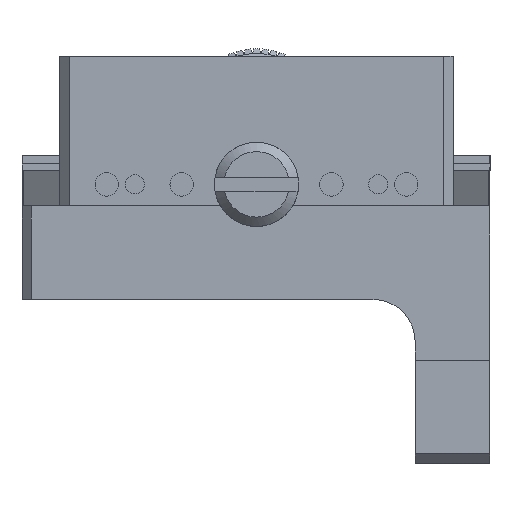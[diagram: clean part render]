
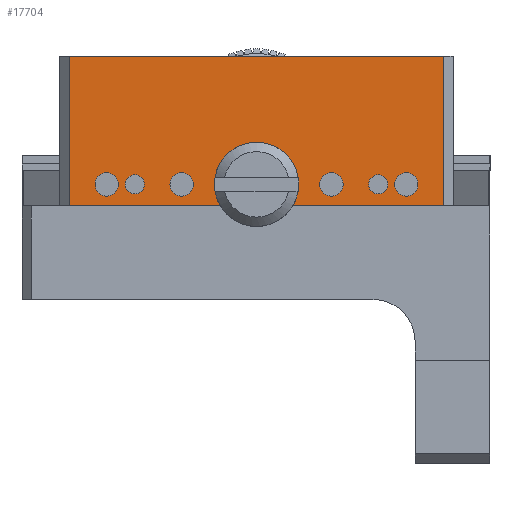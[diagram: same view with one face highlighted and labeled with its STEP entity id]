
A CAD part, left-side view. The second image highlights one B-rep face of the part: STEP entity #17704.
In plain terms, the highlighted planar face has unit normal (-1, 0, 0).
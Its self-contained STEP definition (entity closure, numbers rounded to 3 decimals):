
#491 = EDGE_CURVE ( 'NONE', #107017, #107017, #102331, .T. ) ;
#575 = VERTEX_POINT ( 'NONE', #36909 ) ;
#1781 = PLANE ( 'NONE',  #110428 ) ;
#4170 = CARTESIAN_POINT ( 'NONE',  ( 51.211, 59.578, 89.457 ) ) ;
#4982 = DIRECTION ( 'NONE',  ( 0., 0., 1. ) ) ;
#5173 = EDGE_CURVE ( 'NONE', #16387, #16387, #56174, .T. ) ;
#5344 = CIRCLE ( 'NONE', #67064, 1.025 ) ;
#6130 = CARTESIAN_POINT ( 'NONE',  ( 51.211, 30.578, 75.757 ) ) ;
#9446 = EDGE_CURVE ( 'NONE', #36733, #13944, #43583, .T. ) ;
#10300 = CARTESIAN_POINT ( 'NONE',  ( 51.211, 38.578, 77.007 ) ) ;
#12030 = FACE_BOUND ( 'NONE', #64302, .T. ) ;
#12625 = FACE_BOUND ( 'NONE', #85377, .T. ) ;
#13944 = VERTEX_POINT ( 'NONE', #26043 ) ;
#15831 = CARTESIAN_POINT ( 'NONE',  ( 51.211, 58.578, 89.457 ) ) ;
#16387 = VERTEX_POINT ( 'NONE', #53225 ) ;
#16779 = EDGE_LOOP ( 'NONE', ( #32928 ) ) ;
#17125 = VERTEX_POINT ( 'NONE', #23626 ) ;
#17704 = ADVANCED_FACE ( 'NONE', ( #103864, #67602, #20491, #58542, #12030, #50072, #12625, #47672 ), #1781, .F. ) ;
#18396 = EDGE_LOOP ( 'NONE', ( #55843 ) ) ;
#18831 = DIRECTION ( 'NONE',  ( 0., 0., 1. ) ) ;
#20058 = CARTESIAN_POINT ( 'NONE',  ( 51.211, 59.578, 73.457 ) ) ;
#20491 = FACE_BOUND ( 'NONE', #69776, .T. ) ;
#20899 = DIRECTION ( 'NONE',  ( 0., 0., 1. ) ) ;
#21493 = ORIENTED_EDGE ( 'NONE', *, *, #76224, .T. ) ;
#22131 = EDGE_CURVE ( 'NONE', #99756, #99756, #35398, .T. ) ;
#22333 = CARTESIAN_POINT ( 'NONE',  ( 51.211, 22.578, 77.007 ) ) ;
#22538 = AXIS2_PLACEMENT_3D ( 'NONE', #23306, #87347, #51084 ) ;
#23306 = CARTESIAN_POINT ( 'NONE',  ( 51.211, 54.578, 75.757 ) ) ;
#23626 = CARTESIAN_POINT ( 'NONE',  ( 51.211, 58.578, 89.457 ) ) ;
#24238 = DIRECTION ( 'NONE',  ( 0., 0., 1. ) ) ;
#24253 = DIRECTION ( 'NONE',  ( -1., 0., 0. ) ) ;
#24359 = ORIENTED_EDGE ( 'NONE', *, *, #59286, .F. ) ;
#26043 = CARTESIAN_POINT ( 'NONE',  ( 51.211, 18.578, 73.457 ) ) ;
#26380 = VECTOR ( 'NONE', #4982, 1000. ) ;
#29015 = VERTEX_POINT ( 'NONE', #10300 ) ;
#29027 = AXIS2_PLACEMENT_3D ( 'NONE', #107005, #24253, #61080 ) ;
#29605 = CARTESIAN_POINT ( 'NONE',  ( 51.211, 25.578, 76.782 ) ) ;
#30918 = LINE ( 'NONE', #20058, #39747 ) ;
#32357 = DIRECTION ( 'NONE',  ( -1., 0., 0. ) ) ;
#32928 = ORIENTED_EDGE ( 'NONE', *, *, #5173, .F. ) ;
#33270 = ORIENTED_EDGE ( 'NONE', *, *, #63992, .F. ) ;
#34096 = CIRCLE ( 'NONE', #22538, 1.25 ) ;
#35398 = CIRCLE ( 'NONE', #73971, 1.025 ) ;
#36733 = VERTEX_POINT ( 'NONE', #48104 ) ;
#36909 = CARTESIAN_POINT ( 'NONE',  ( 51.211, 58.578, 73.457 ) ) ;
#39747 = VECTOR ( 'NONE', #111295, 1000. ) ;
#40971 = CARTESIAN_POINT ( 'NONE',  ( 51.211, 38.578, 75.757 ) ) ;
#41883 = CIRCLE ( 'NONE', #78557, 1.25 ) ;
#43583 = LINE ( 'NONE', #97985, #71564 ) ;
#44187 = CARTESIAN_POINT ( 'NONE',  ( 51.211, 51.578, 76.782 ) ) ;
#47672 = FACE_BOUND ( 'NONE', #93769, .T. ) ;
#48104 = CARTESIAN_POINT ( 'NONE',  ( 51.211, 18.578, 89.457 ) ) ;
#50072 = FACE_BOUND ( 'NONE', #50804, .T. ) ;
#50804 = EDGE_LOOP ( 'NONE', ( #80241 ) ) ;
#51084 = DIRECTION ( 'NONE',  ( 0., 0., 1. ) ) ;
#52770 = CIRCLE ( 'NONE', #87273, 1.25 ) ;
#53225 = CARTESIAN_POINT ( 'NONE',  ( 51.211, 30.578, 77.007 ) ) ;
#55843 = ORIENTED_EDGE ( 'NONE', *, *, #71315, .F. ) ;
#56174 = CIRCLE ( 'NONE', #96734, 1.25 ) ;
#58542 = FACE_BOUND ( 'NONE', #18396, .T. ) ;
#59286 = EDGE_CURVE ( 'NONE', #13944, #575, #30918, .T. ) ;
#59542 = EDGE_LOOP ( 'NONE', ( #109229, #21493, #33270, #24359 ) ) ;
#61080 = DIRECTION ( 'NONE',  ( 0., 0., 1. ) ) ;
#61700 = CARTESIAN_POINT ( 'NONE',  ( 51.211, 46.578, 77.007 ) ) ;
#63992 = EDGE_CURVE ( 'NONE', #575, #17125, #87744, .T. ) ;
#64302 = EDGE_LOOP ( 'NONE', ( #116345 ) ) ;
#66024 = DIRECTION ( 'NONE',  ( -1., 0., 0. ) ) ;
#67064 = AXIS2_PLACEMENT_3D ( 'NONE', #110663, #100416, #18831 ) ;
#67602 = FACE_BOUND ( 'NONE', #16779, .T. ) ;
#68579 = EDGE_CURVE ( 'NONE', #114176, #114176, #5344, .T. ) ;
#69776 = EDGE_LOOP ( 'NONE', ( #83921 ) ) ;
#71315 = EDGE_CURVE ( 'NONE', #29015, #29015, #41883, .T. ) ;
#71564 = VECTOR ( 'NONE', #88915, 1000. ) ;
#73971 = AXIS2_PLACEMENT_3D ( 'NONE', #78276, #32357, #20899 ) ;
#75485 = DIRECTION ( 'NONE',  ( 1., 0., 0. ) ) ;
#76224 = EDGE_CURVE ( 'NONE', #36733, #17125, #105145, .T. ) ;
#77335 = VERTEX_POINT ( 'NONE', #22333 ) ;
#78276 = CARTESIAN_POINT ( 'NONE',  ( 51.211, 51.578, 75.757 ) ) ;
#78413 = DIRECTION ( 'NONE',  ( 0., 0., 1. ) ) ;
#78557 = AXIS2_PLACEMENT_3D ( 'NONE', #40971, #106197, #78413 ) ;
#80241 = ORIENTED_EDGE ( 'NONE', *, *, #96538, .F. ) ;
#83921 = ORIENTED_EDGE ( 'NONE', *, *, #491, .F. ) ;
#84523 = ORIENTED_EDGE ( 'NONE', *, *, #22131, .F. ) ;
#85377 = EDGE_LOOP ( 'NONE', ( #84523 ) ) ;
#86429 = DIRECTION ( 'NONE',  ( 0., 1., 0. ) ) ;
#87273 = AXIS2_PLACEMENT_3D ( 'NONE', #104082, #66024, #111938 ) ;
#87347 = DIRECTION ( 'NONE',  ( -1., 0., 0. ) ) ;
#87567 = VERTEX_POINT ( 'NONE', #97238 ) ;
#87683 = DIRECTION ( 'NONE',  ( -1., 0., 0. ) ) ;
#87744 = LINE ( 'NONE', #15831, #26380 ) ;
#88915 = DIRECTION ( 'NONE',  ( 0., 0., -1. ) ) ;
#93769 = EDGE_LOOP ( 'NONE', ( #98799 ) ) ;
#94902 = CARTESIAN_POINT ( 'NONE',  ( 51.211, 59.578, 89.457 ) ) ;
#96538 = EDGE_CURVE ( 'NONE', #77335, #77335, #52770, .T. ) ;
#96734 = AXIS2_PLACEMENT_3D ( 'NONE', #6130, #87683, #24238 ) ;
#97238 = CARTESIAN_POINT ( 'NONE',  ( 51.211, 54.578, 77.007 ) ) ;
#97985 = CARTESIAN_POINT ( 'NONE',  ( 51.211, 18.578, 89.457 ) ) ;
#98799 = ORIENTED_EDGE ( 'NONE', *, *, #68579, .F. ) ;
#99756 = VERTEX_POINT ( 'NONE', #44187 ) ;
#100416 = DIRECTION ( 'NONE',  ( -1., 0., 0. ) ) ;
#102331 = CIRCLE ( 'NONE', #29027, 1.25 ) ;
#103864 = FACE_OUTER_BOUND ( 'NONE', #59542, .T. ) ;
#104082 = CARTESIAN_POINT ( 'NONE',  ( 51.211, 22.578, 75.757 ) ) ;
#105145 = LINE ( 'NONE', #94902, #107680 ) ;
#106197 = DIRECTION ( 'NONE',  ( -1., 0., 0. ) ) ;
#107005 = CARTESIAN_POINT ( 'NONE',  ( 51.211, 46.578, 75.757 ) ) ;
#107017 = VERTEX_POINT ( 'NONE', #61700 ) ;
#107680 = VECTOR ( 'NONE', #86429, 1000. ) ;
#108897 = EDGE_CURVE ( 'NONE', #87567, #87567, #34096, .T. ) ;
#109229 = ORIENTED_EDGE ( 'NONE', *, *, #9446, .F. ) ;
#110428 = AXIS2_PLACEMENT_3D ( 'NONE', #4170, #75485, #113527 ) ;
#110663 = CARTESIAN_POINT ( 'NONE',  ( 51.211, 25.578, 75.757 ) ) ;
#111295 = DIRECTION ( 'NONE',  ( 0., 1., 0. ) ) ;
#111938 = DIRECTION ( 'NONE',  ( 0., 0., 1. ) ) ;
#113527 = DIRECTION ( 'NONE',  ( 0., 0., -1. ) ) ;
#114176 = VERTEX_POINT ( 'NONE', #29605 ) ;
#116345 = ORIENTED_EDGE ( 'NONE', *, *, #108897, .F. ) ;
